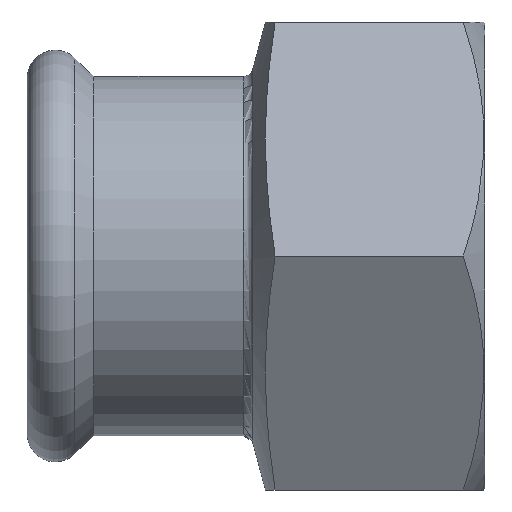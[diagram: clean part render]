
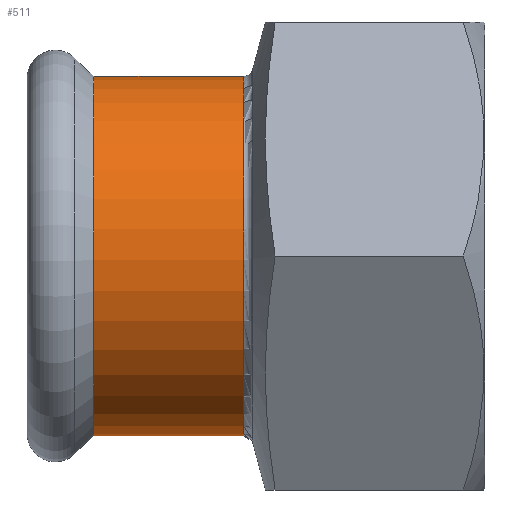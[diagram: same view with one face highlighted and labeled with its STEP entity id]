
A CAD part, front view. The second image highlights one B-rep face of the part: STEP entity #511.
In plain terms, the highlighted cylindrical face has radius 19.2 mm (diameter 38.4 mm), a full revolution.
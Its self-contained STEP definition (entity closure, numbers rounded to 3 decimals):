
#81=FACE_OUTER_BOUND('',#115,.T.);
#115=EDGE_LOOP('',(#419,#420,#421,#422));
#142=LINE('',#946,#162);
#162=VECTOR('',#727,19.2);
#174=CIRCLE('',#564,19.2);
#191=CIRCLE('',#592,19.2);
#223=VERTEX_POINT('',#897);
#237=VERTEX_POINT('',#945);
#278=EDGE_CURVE('',#223,#223,#174,.T.);
#300=EDGE_CURVE('',#223,#237,#142,.T.);
#301=EDGE_CURVE('',#237,#237,#191,.T.);
#419=ORIENTED_EDGE('',*,*,#278,.F.);
#420=ORIENTED_EDGE('',*,*,#300,.T.);
#421=ORIENTED_EDGE('',*,*,#301,.T.);
#422=ORIENTED_EDGE('',*,*,#300,.F.);
#453=CYLINDRICAL_SURFACE('',#591,19.2);
#511=ADVANCED_FACE('',(#81),#453,.T.);
#564=AXIS2_PLACEMENT_3D('',#899,#666,#667);
#591=AXIS2_PLACEMENT_3D('',#944,#725,#726);
#592=AXIS2_PLACEMENT_3D('',#947,#728,#729);
#666=DIRECTION('center_axis',(-1.,0.,0.));
#667=DIRECTION('ref_axis',(0.,1.,0.));
#725=DIRECTION('center_axis',(-1.,0.,0.));
#726=DIRECTION('ref_axis',(0.,0.878,-0.479));
#727=DIRECTION('',(1.,0.,0.));
#728=DIRECTION('center_axis',(-1.,0.,0.));
#729=DIRECTION('ref_axis',(0.,1.,0.));
#897=CARTESIAN_POINT('',(7.112,-16.85,9.205));
#899=CARTESIAN_POINT('Origin',(7.112,0.,0.));
#944=CARTESIAN_POINT('Origin',(26.75,0.,0.));
#945=CARTESIAN_POINT('',(23.133,-16.85,9.205));
#946=CARTESIAN_POINT('',(26.75,-16.85,9.205));
#947=CARTESIAN_POINT('Origin',(23.133,0.,0.));
